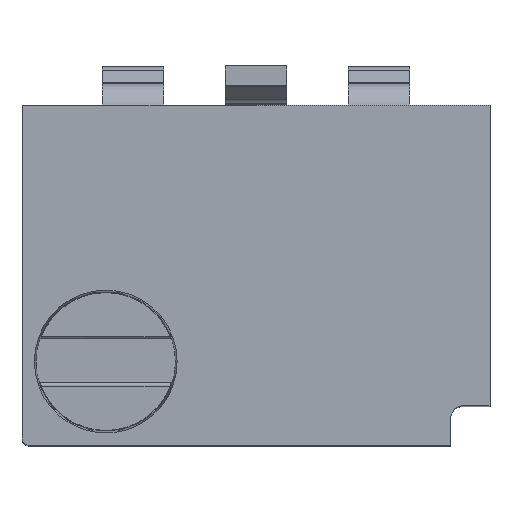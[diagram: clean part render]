
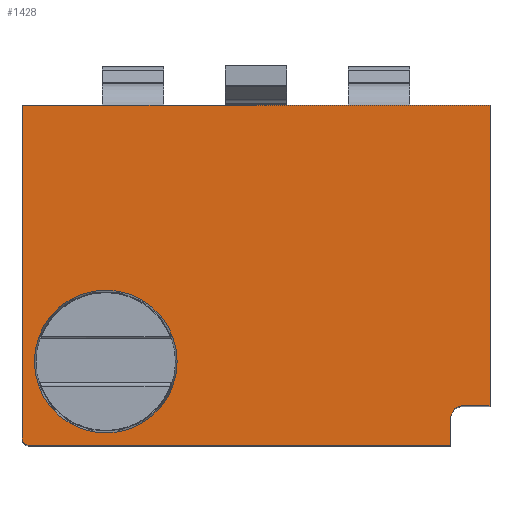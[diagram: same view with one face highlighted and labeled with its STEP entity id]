
A CAD part, top view. The second image highlights one B-rep face of the part: STEP entity #1428.
In plain terms, the highlighted planar face has unit normal (0, 0, 1).
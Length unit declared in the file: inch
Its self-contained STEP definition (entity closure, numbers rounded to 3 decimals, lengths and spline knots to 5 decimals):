
#9=DIRECTION('',(1.,0.,0.));
#10=VECTOR('',#9,0.171);
#11=CARTESIAN_POINT('',(-0.099,0.,0.089));
#12=LINE('',#11,#10);
#17=DIRECTION('',(-1.,0.,0.));
#18=VECTOR('',#17,0.011);
#19=CARTESIAN_POINT('',(0.088,0.016,0.089));
#20=LINE('',#19,#18);
#21=CARTESIAN_POINT('',(0.077,0.011,0.089));
#22=DIRECTION('',(0.,0.,1.));
#23=DIRECTION('',(0.,1.,0.));
#24=AXIS2_PLACEMENT_3D('',#21,#22,#23);
#26=DIRECTION('',(0.,1.,0.));
#27=VECTOR('',#26,0.011);
#28=CARTESIAN_POINT('',(0.072,0.,0.089));
#29=LINE('',#28,#27);
#30=DIRECTION('',(0.,1.,0.));
#31=VECTOR('',#30,0.135);
#32=CARTESIAN_POINT('',(-0.102,0.003,0.089));
#33=LINE('',#32,#31);
#34=CARTESIAN_POINT('',(-0.068,0.034,0.089));
#35=DIRECTION('',(0.,0.,-1.));
#36=DIRECTION('',(1.,0.,0.));
#37=AXIS2_PLACEMENT_3D('',#34,#35,#36);
#39=CARTESIAN_POINT('',(-0.068,0.034,0.089));
#40=DIRECTION('',(0.,0.,-1.));
#41=DIRECTION('',(-1.,0.,0.));
#42=AXIS2_PLACEMENT_3D('',#39,#40,#41);
#48=DIRECTION('',(0.,1.,0.));
#49=VECTOR('',#48,0.122);
#50=CARTESIAN_POINT('',(0.088,0.016,0.089));
#51=LINE('',#50,#49);
#64=DIRECTION('',(1.,0.,0.));
#65=VECTOR('',#64,0.19);
#66=CARTESIAN_POINT('',(-0.102,0.138,0.089));
#67=LINE('',#66,#65);
#147=CARTESIAN_POINT('',(-0.099,0.003,0.089));
#148=DIRECTION('',(0.,0.,-1.));
#149=DIRECTION('',(0.,-1.,0.));
#150=AXIS2_PLACEMENT_3D('',#147,#148,#149);
#1056=CARTESIAN_POINT('',(-0.102,0.138,0.089));
#1058=VERTEX_POINT('',#1056);
#1059=CARTESIAN_POINT('',(0.088,0.138,0.089));
#1060=VERTEX_POINT('',#1059);
#1079=CARTESIAN_POINT('',(0.072,0.,0.089));
#1081=VERTEX_POINT('',#1079);
#1083=CARTESIAN_POINT('',(0.088,0.016,0.089));
#1084=CARTESIAN_POINT('',(0.077,0.016,0.089));
#1085=VERTEX_POINT('',#1083);
#1086=VERTEX_POINT('',#1084);
#1087=CARTESIAN_POINT('',(0.072,0.011,0.089));
#1088=VERTEX_POINT('',#1087);
#1108=CARTESIAN_POINT('',(-0.099,0.,0.089));
#1110=VERTEX_POINT('',#1108);
#1112=CARTESIAN_POINT('',(-0.102,0.003,0.089));
#1114=VERTEX_POINT('',#1112);
#1115=CARTESIAN_POINT('',(-0.039,0.034,0.089));
#1116=CARTESIAN_POINT('',(-0.097,0.034,0.089));
#1117=VERTEX_POINT('',#1115);
#1118=VERTEX_POINT('',#1116);
#1401=CARTESIAN_POINT('',(-0.102,0.,0.089));
#1402=DIRECTION('',(0.,0.,1.));
#1403=DIRECTION('',(1.,0.,0.));
#1404=AXIS2_PLACEMENT_3D('',#1401,#1402,#1403);
#1405=PLANE('',#1404);
#1407=ORIENTED_EDGE('',*,*,#1406,.T.);
#1409=ORIENTED_EDGE('',*,*,#1408,.T.);
#1410=ORIENTED_EDGE('',*,*,#1392,.F.);
#1411=ORIENTED_EDGE('',*,*,#1381,.F.);
#1413=ORIENTED_EDGE('',*,*,#1412,.T.);
#1415=ORIENTED_EDGE('',*,*,#1414,.T.);
#1417=ORIENTED_EDGE('',*,*,#1416,.T.);
#1419=ORIENTED_EDGE('',*,*,#1418,.F.);
#1420=EDGE_LOOP('',(#1407,#1409,#1410,#1411,#1413,#1415,#1417,#1419));
#1421=FACE_OUTER_BOUND('',#1420,.F.);
#1423=ORIENTED_EDGE('',*,*,#1422,.F.);
#1425=ORIENTED_EDGE('',*,*,#1424,.F.);
#1426=EDGE_LOOP('',(#1423,#1425));
#1427=FACE_BOUND('',#1426,.F.);
#1428=ADVANCED_FACE('',(#1421,#1427),#1405,.T.);
#25=CIRCLE('',#24,0.005);
#38=CIRCLE('',#37,0.029);
#43=CIRCLE('',#42,0.029);
#151=CIRCLE('',#150,0.003);
#1381=EDGE_CURVE('',#1110,#1081,#12,.T.);
#1392=EDGE_CURVE('',#1081,#1088,#29,.T.);
#1406=EDGE_CURVE('',#1085,#1086,#20,.T.);
#1408=EDGE_CURVE('',#1086,#1088,#25,.T.);
#1412=EDGE_CURVE('',#1110,#1114,#151,.T.);
#1414=EDGE_CURVE('',#1114,#1058,#33,.T.);
#1416=EDGE_CURVE('',#1058,#1060,#67,.T.);
#1418=EDGE_CURVE('',#1085,#1060,#51,.T.);
#1422=EDGE_CURVE('',#1117,#1118,#38,.T.);
#1424=EDGE_CURVE('',#1118,#1117,#43,.T.);
